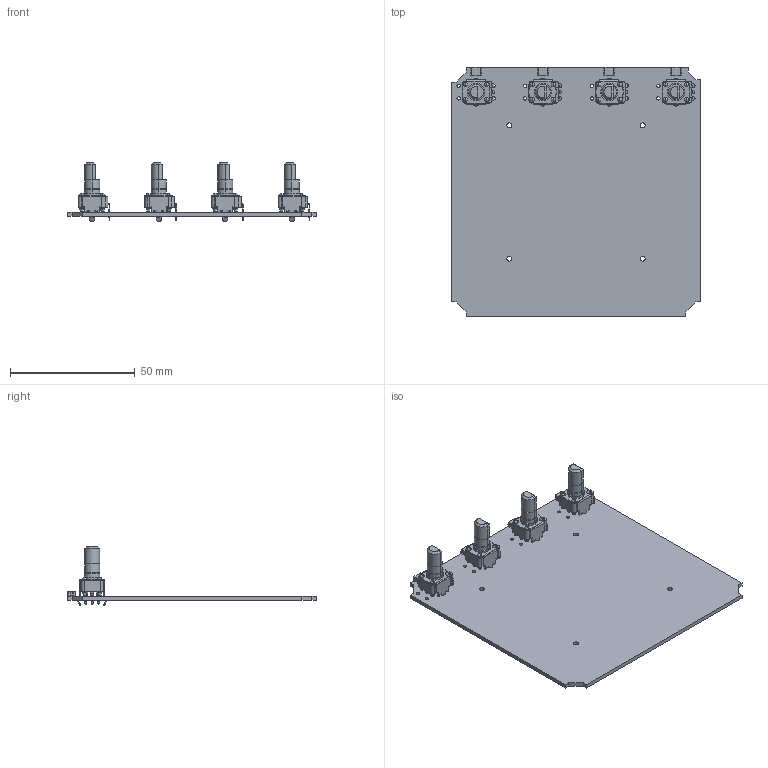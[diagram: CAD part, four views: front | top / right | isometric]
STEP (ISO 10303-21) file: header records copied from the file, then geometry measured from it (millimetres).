
FILE_DESCRIPTION(('PCB Model'),'2;1');
FILE_NAME('G4_K+F.STEP' ,'2019-02-28T16:06:41',('WORKSTATION'),('Unspecified'), 'Open CASCADE STEP processor 6.8','Proteus','Unknown');
FILE_SCHEMA(('CONFIG_CONTROL_DESIGN','SHAPE_APPEARANCE_LAYER_MIM'));
Length unit declared in the file: millimetre
Products named in the file (21): Open CASCADE STEP translator 6.8 2; Layer_1; Open CASCADE STEP translator 6.8 2.2; Open CASCADE STEP translator 6.8 2.2.1; Body_1; Open CASCADE STEP translator 6.8 2.3; Open CASCADE STEP translator 6.8 2.3.1; Open CASCADE STEP translator 6.8 2.4; Open CASCADE STEP translator 6.8 2.4.1; Open CASCADE STEP translator 6.8 2.5; Open CASCADE STEP translator 6.8 2.5.1; Open CASCADE STEP translator 6.8 2.6; Open CASCADE STEP translator 6.8 2.6.1; Pin_1; Pin_2; Pin_3; Pin_4; Open CASCADE STEP translator 6.8 2.7; Open CASCADE STEP translator 6.8 2.8; Open CASCADE STEP translator 6.8 2.9
Assembly tree (26 placements, depth 4):
  Open CASCADE STEP translator 6.8 2
    Layer_1
    Open CASCADE STEP translator 6.8 2.2
      Open CASCADE STEP translator 6.8 2.2.1
        Body_1
    Open CASCADE STEP translator 6.8 2.3
      Open CASCADE STEP translator 6.8 2.3.1
        Body_1
    Open CASCADE STEP translator 6.8 2.4
      Open CASCADE STEP translator 6.8 2.4.1
        Body_1
    Open CASCADE STEP translator 6.8 2.5
      Open CASCADE STEP translator 6.8 2.5.1
        Body_1
    Open CASCADE STEP translator 6.8 2.6
      Open CASCADE STEP translator 6.8 2.6.1
        Body_1
        Pin_1
        Pin_2
        Pin_3
        Pin_4
    Open CASCADE STEP translator 6.8 2.7
      Open CASCADE STEP translator 6.8 2.6.1
        Body_1
        Pin_1
        Pin_2
        Pin_3
        Pin_4
    Open CASCADE STEP translator 6.8 2.8
      Open CASCADE STEP translator 6.8 2.6.1
        Body_1
        Pin_1
        Pin_2
        Pin_3
        Pin_4
    Open CASCADE STEP translator 6.8 2.9
      Open CASCADE STEP translator 6.8 2.6.1
        Body_1
        Pin_1
        Pin_2
        Pin_3
        Pin_4
Bounding box: 100 x 100.01 x 23.7 mm (x, y, z)
Volume: 19463.3 mm3; surface area: 24806.3 mm2
Topology: 25 solids, 25 shells, 1382 faces, 3580 edges, 2288 vertices
Faces by surface type: plane 794, cylinder 424, cone 108, sphere 56
Entity records: 16061 total; most frequent: DIRECTION 2250, CARTESIAN_POINT 2237, ORIENTED_EDGE 2122, EDGE_CURVE 1061, AXIS2_PLACEMENT_3D 793, VERTEX_POINT 692, LINE 664, VECTOR 664
